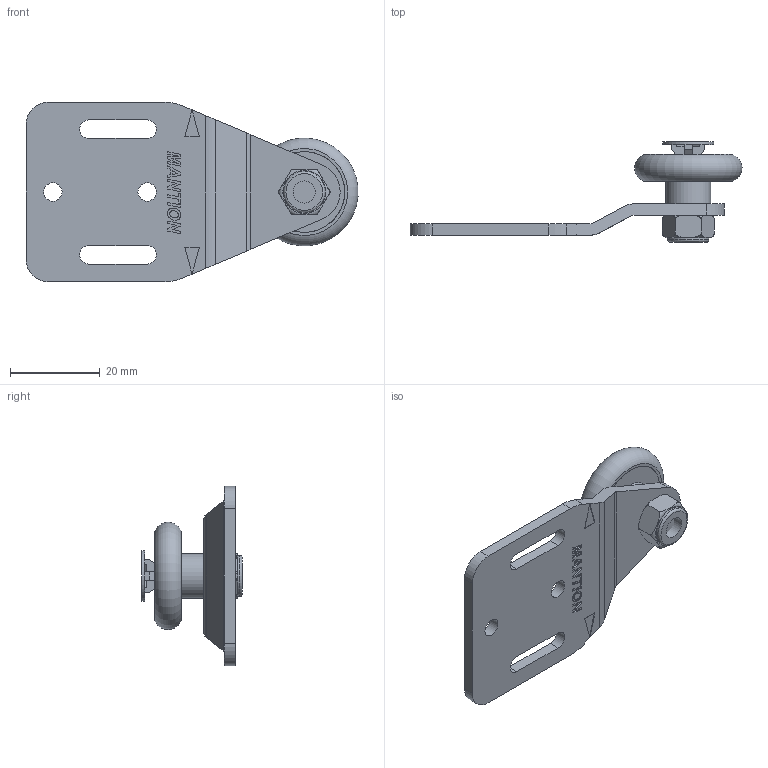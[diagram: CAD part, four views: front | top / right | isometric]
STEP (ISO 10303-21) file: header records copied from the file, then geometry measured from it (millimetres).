
FILE_DESCRIPTION(/* description */ (''),/* implementation_level */ '2;1');
FILE_NAME(/* name */ '0040-C.stp',/* time_stamp */ '2021-07-02T11:13:44+02:00',/* author */ ('Giuliano'),/* organization */ (''),/* preprocessor_version */ 'ST-DEVELOPER v18.1',/* originating_system */ 'Autodesk Inventor 2021',/* authorisation */ '');
FILE_SCHEMA (('AUTOMOTIVE_DESIGN { 1 0 10303 214 3 1 1 }'));
Length unit declared in the file: millimetre
Products named in the file (1): Pièce2
Bounding box: 73.97 x 22.3 x 40 mm (x, y, z)
Volume: 8615.5 mm3; surface area: 8362.2 mm2
Topology: 5 solids, 5 shells, 225 faces, 556 edges, 363 vertices
Faces by surface type: plane 163, cylinder 44, bspline 9, torus 5, cone 4
Full cylindrical faces by diameter (mm): 1.538 x1, 4.1 x2, 4.917 x1, 6 x2, 6.1 x1, 9.182 x1, 10 x1, 11.3 x1, 17 x4, 18 x6
Entity records: 6994 total; most frequent: CARTESIAN_POINT 1537, ORIENTED_EDGE 1122, DIRECTION 1069, EDGE_CURVE 561, LINE 427, VECTOR 427, VERTEX_POINT 363, AXIS2_PLACEMENT_3D 321
